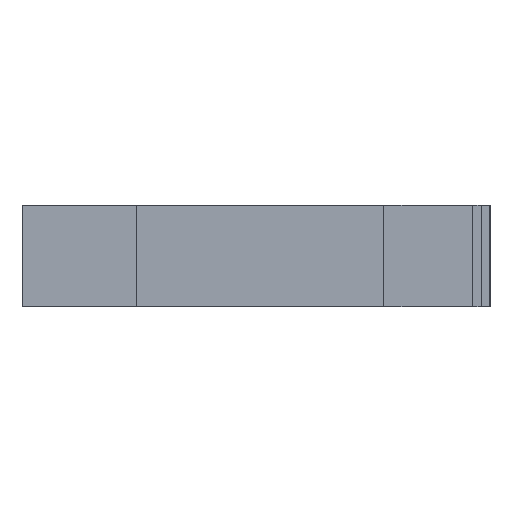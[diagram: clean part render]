
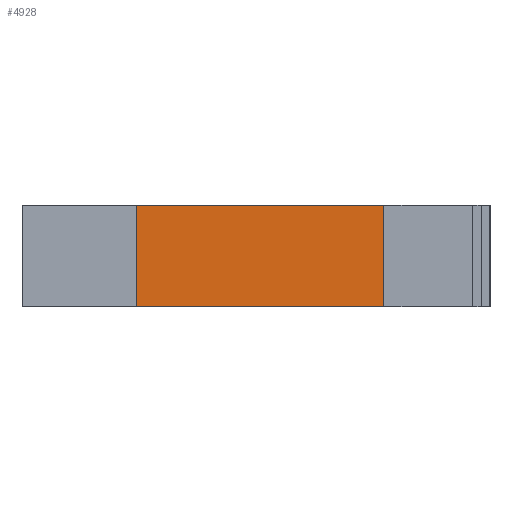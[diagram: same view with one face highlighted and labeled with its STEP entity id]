
A CAD part, left-side view. The second image highlights one B-rep face of the part: STEP entity #4928.
In plain terms, the highlighted planar face has unit normal (-1, 0, 0).
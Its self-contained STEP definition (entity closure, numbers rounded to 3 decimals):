
#83 = PLANE('',#84);
#84 = AXIS2_PLACEMENT_3D('',#85,#86,#87);
#85 = CARTESIAN_POINT('',(74.239,-105.125,4.69));
#86 = DIRECTION('',(-0.,-0.,-1.));
#87 = DIRECTION('',(-1.,0.,0.));
#137 = PLANE('',#138);
#138 = AXIS2_PLACEMENT_3D('',#139,#140,#141);
#139 = CARTESIAN_POINT('',(74.239,-105.125,0.));
#140 = DIRECTION('',(-0.,-0.,-1.));
#141 = DIRECTION('',(-1.,0.,0.));
#330 = VERTEX_POINT('',#331);
#331 = CARTESIAN_POINT('',(33.2,-111.,0.));
#345 = PLANE('',#346);
#346 = AXIS2_PLACEMENT_3D('',#347,#348,#349);
#347 = CARTESIAN_POINT('',(31.7,-111.,0.));
#348 = DIRECTION('',(0.,1.,0.));
#349 = DIRECTION('',(1.,0.,0.));
#357 = EDGE_CURVE('',#330,#358,#360,.T.);
#358 = VERTEX_POINT('',#359);
#359 = CARTESIAN_POINT('',(33.2,-99.6,0.));
#360 = SURFACE_CURVE('',#361,(#365,#372),.PCURVE_S1.);
#361 = LINE('',#362,#363);
#362 = CARTESIAN_POINT('',(33.2,-111.,0.));
#363 = VECTOR('',#364,1.);
#364 = DIRECTION('',(0.,1.,0.));
#365 = PCURVE('',#137,#366);
#366 = DEFINITIONAL_REPRESENTATION('',(#367),#371);
#367 = LINE('',#368,#369);
#368 = CARTESIAN_POINT('',(41.039,-5.875));
#369 = VECTOR('',#370,1.);
#370 = DIRECTION('',(0.,1.));
#371 = ( GEOMETRIC_REPRESENTATION_CONTEXT(2) 
PARAMETRIC_REPRESENTATION_CONTEXT() REPRESENTATION_CONTEXT('2D SPACE',''
  ) );
#372 = PCURVE('',#373,#378);
#373 = PLANE('',#374);
#374 = AXIS2_PLACEMENT_3D('',#375,#376,#377);
#375 = CARTESIAN_POINT('',(33.2,-111.,0.));
#376 = DIRECTION('',(-1.,0.,0.));
#377 = DIRECTION('',(0.,1.,0.));
#378 = DEFINITIONAL_REPRESENTATION('',(#379),#383);
#379 = LINE('',#380,#381);
#380 = CARTESIAN_POINT('',(0.,0.));
#381 = VECTOR('',#382,1.);
#382 = DIRECTION('',(1.,0.));
#383 = ( GEOMETRIC_REPRESENTATION_CONTEXT(2) 
PARAMETRIC_REPRESENTATION_CONTEXT() REPRESENTATION_CONTEXT('2D SPACE',''
  ) );
#401 = PLANE('',#402);
#402 = AXIS2_PLACEMENT_3D('',#403,#404,#405);
#403 = CARTESIAN_POINT('',(33.2,-99.6,0.));
#404 = DIRECTION('',(0.,-1.,0.));
#405 = DIRECTION('',(-1.,0.,0.));
#2764 = VERTEX_POINT('',#2765);
#2765 = CARTESIAN_POINT('',(33.2,-111.,4.69));
#2786 = EDGE_CURVE('',#2764,#2787,#2789,.T.);
#2787 = VERTEX_POINT('',#2788);
#2788 = CARTESIAN_POINT('',(33.2,-99.6,4.69));
#2789 = SURFACE_CURVE('',#2790,(#2794,#2801),.PCURVE_S1.);
#2790 = LINE('',#2791,#2792);
#2791 = CARTESIAN_POINT('',(33.2,-111.,4.69));
#2792 = VECTOR('',#2793,1.);
#2793 = DIRECTION('',(0.,1.,0.));
#2794 = PCURVE('',#83,#2795);
#2795 = DEFINITIONAL_REPRESENTATION('',(#2796),#2800);
#2796 = LINE('',#2797,#2798);
#2797 = CARTESIAN_POINT('',(41.039,-5.875));
#2798 = VECTOR('',#2799,1.);
#2799 = DIRECTION('',(0.,1.));
#2800 = ( GEOMETRIC_REPRESENTATION_CONTEXT(2) 
PARAMETRIC_REPRESENTATION_CONTEXT() REPRESENTATION_CONTEXT('2D SPACE',''
  ) );
#2801 = PCURVE('',#373,#2802);
#2802 = DEFINITIONAL_REPRESENTATION('',(#2803),#2807);
#2803 = LINE('',#2804,#2805);
#2804 = CARTESIAN_POINT('',(0.,-4.69));
#2805 = VECTOR('',#2806,1.);
#2806 = DIRECTION('',(1.,0.));
#2807 = ( GEOMETRIC_REPRESENTATION_CONTEXT(2) 
PARAMETRIC_REPRESENTATION_CONTEXT() REPRESENTATION_CONTEXT('2D SPACE',''
  ) );
#4880 = EDGE_CURVE('',#330,#2764,#4881,.T.);
#4881 = SURFACE_CURVE('',#4882,(#4886,#4893),.PCURVE_S1.);
#4882 = LINE('',#4883,#4884);
#4883 = CARTESIAN_POINT('',(33.2,-111.,0.));
#4884 = VECTOR('',#4885,1.);
#4885 = DIRECTION('',(0.,0.,1.));
#4886 = PCURVE('',#345,#4887);
#4887 = DEFINITIONAL_REPRESENTATION('',(#4888),#4892);
#4888 = LINE('',#4889,#4890);
#4889 = CARTESIAN_POINT('',(1.5,0.));
#4890 = VECTOR('',#4891,1.);
#4891 = DIRECTION('',(0.,-1.));
#4892 = ( GEOMETRIC_REPRESENTATION_CONTEXT(2) 
PARAMETRIC_REPRESENTATION_CONTEXT() REPRESENTATION_CONTEXT('2D SPACE',''
  ) );
#4893 = PCURVE('',#373,#4894);
#4894 = DEFINITIONAL_REPRESENTATION('',(#4895),#4899);
#4895 = LINE('',#4896,#4897);
#4896 = CARTESIAN_POINT('',(0.,0.));
#4897 = VECTOR('',#4898,1.);
#4898 = DIRECTION('',(0.,-1.));
#4899 = ( GEOMETRIC_REPRESENTATION_CONTEXT(2) 
PARAMETRIC_REPRESENTATION_CONTEXT() REPRESENTATION_CONTEXT('2D SPACE',''
  ) );
#4928 = ADVANCED_FACE('',(#4929),#373,.T.);
#4929 = FACE_BOUND('',#4930,.T.);
#4930 = EDGE_LOOP('',(#4931,#4932,#4933,#4954));
#4931 = ORIENTED_EDGE('',*,*,#4880,.T.);
#4932 = ORIENTED_EDGE('',*,*,#2786,.T.);
#4933 = ORIENTED_EDGE('',*,*,#4934,.F.);
#4934 = EDGE_CURVE('',#358,#2787,#4935,.T.);
#4935 = SURFACE_CURVE('',#4936,(#4940,#4947),.PCURVE_S1.);
#4936 = LINE('',#4937,#4938);
#4937 = CARTESIAN_POINT('',(33.2,-99.6,0.));
#4938 = VECTOR('',#4939,1.);
#4939 = DIRECTION('',(0.,0.,1.));
#4940 = PCURVE('',#373,#4941);
#4941 = DEFINITIONAL_REPRESENTATION('',(#4942),#4946);
#4942 = LINE('',#4943,#4944);
#4943 = CARTESIAN_POINT('',(11.4,0.));
#4944 = VECTOR('',#4945,1.);
#4945 = DIRECTION('',(0.,-1.));
#4946 = ( GEOMETRIC_REPRESENTATION_CONTEXT(2) 
PARAMETRIC_REPRESENTATION_CONTEXT() REPRESENTATION_CONTEXT('2D SPACE',''
  ) );
#4947 = PCURVE('',#401,#4948);
#4948 = DEFINITIONAL_REPRESENTATION('',(#4949),#4953);
#4949 = LINE('',#4950,#4951);
#4950 = CARTESIAN_POINT('',(0.,-0.));
#4951 = VECTOR('',#4952,1.);
#4952 = DIRECTION('',(0.,-1.));
#4953 = ( GEOMETRIC_REPRESENTATION_CONTEXT(2) 
PARAMETRIC_REPRESENTATION_CONTEXT() REPRESENTATION_CONTEXT('2D SPACE',''
  ) );
#4954 = ORIENTED_EDGE('',*,*,#357,.F.);
